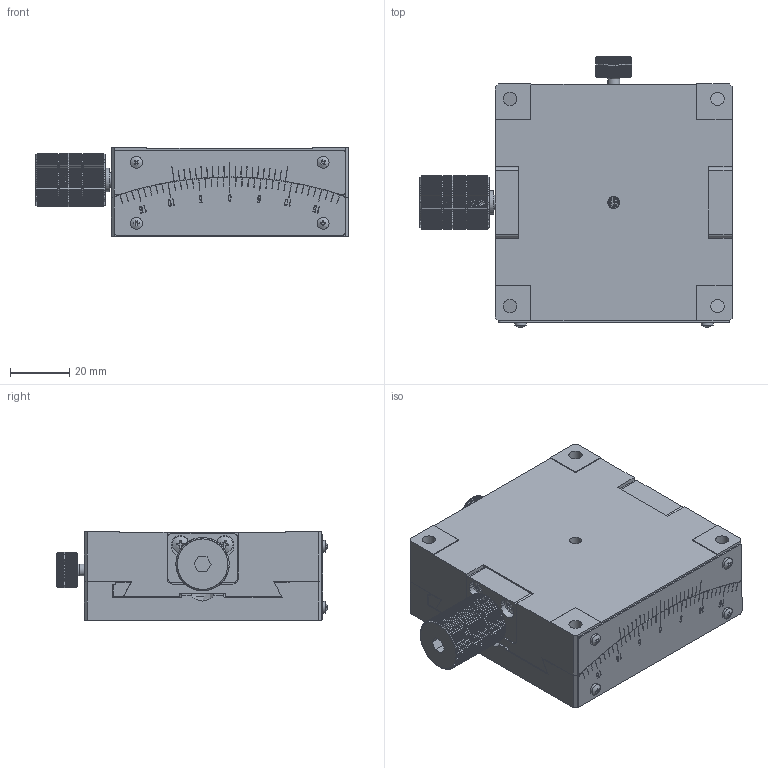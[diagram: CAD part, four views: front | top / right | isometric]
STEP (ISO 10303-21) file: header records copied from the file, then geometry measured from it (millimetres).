
FILE_DESCRIPTION (( 'STEP AP203' ), '1' );
FILE_NAME ('528943.STEP', '2024-11-12T09:45:21', ( 'Windows User' ), ( 'P R C' ), 'SwSTEP 2.0', 'SolidWorks 2020', '' );
FILE_SCHEMA (( 'CONFIG_CONTROL_DESIGN' ));
Products named in the file (1): 528943
Bounding box: 105.5 x 91.29 x 30 mm (x, y, z)
Surface area: 61880.6 mm2 (no closed solid volume)
Topology: 0 solids, 22 shells, 2373 faces, 6532 edges, 4166 vertices
Faces by surface type: plane 1189, cylinder 603, cone 314, bspline 267
Full cylindrical faces by diameter (mm): 1.6 x4, 2 x4, 2.2 x1, 2.3 x4, 2.5 x13, 3 x5, 3.3 x9, 4 x7, 4.5 x4, 5 x6, 5.6 x4, 7 x6, 8 x5, 9 x8, 9.5 x2, 11 x6, 13 x1
Entity records: 103902 total; most frequent: CARTESIAN_POINT 47261, ORIENTED_EDGE 12514, DIRECTION 10773, EDGE_CURVE 6258, VERTEX_POINT 4069, AXIS2_PLACEMENT_3D 3865, VECTOR 3043, LINE 3043
